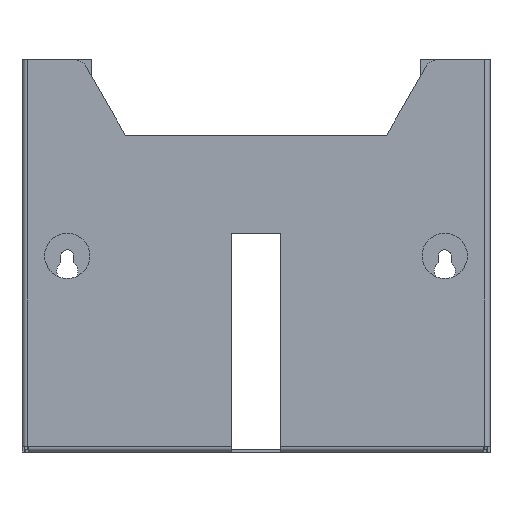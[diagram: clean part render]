
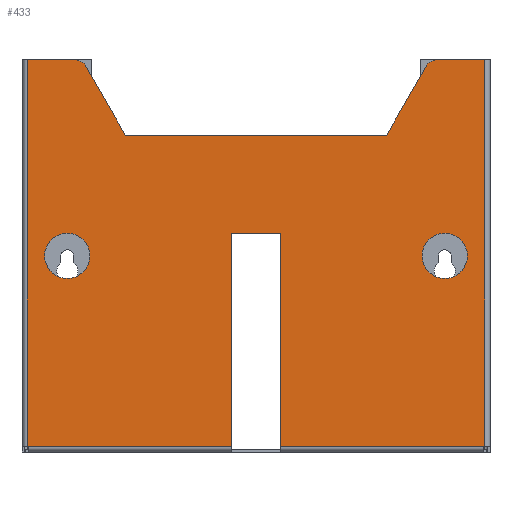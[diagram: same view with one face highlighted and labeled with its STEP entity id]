
A CAD part, top view. The second image highlights one B-rep face of the part: STEP entity #433.
In plain terms, the highlighted planar face has unit normal (0, 0, 1).
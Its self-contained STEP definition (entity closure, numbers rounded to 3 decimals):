
#433=ADVANCED_FACE('',(#1231,#1232,#1233),#1234,.T.);
#571=VERTEX_POINT('',#1429);
#579=VERTEX_POINT('',#1437);
#583=EDGE_CURVE('',#571,#579,#1441,.T.);
#587=VERTEX_POINT('',#1445);
#595=VERTEX_POINT('',#1453);
#599=EDGE_CURVE('',#587,#595,#1457,.T.);
#601=EDGE_CURVE('',#595,#587,#1459,.T.);
#605=EDGE_CURVE('',#579,#571,#1463,.T.);
#615=VERTEX_POINT('',#1473);
#619=VERTEX_POINT('',#1477);
#621=EDGE_CURVE('',#619,#615,#1479,.T.);
#627=VERTEX_POINT('',#1485);
#649=EDGE_CURVE('',#627,#619,#1507,.T.);
#661=VERTEX_POINT('',#1519);
#667=EDGE_CURVE('',#615,#661,#1525,.T.);
#715=VERTEX_POINT('',#1573);
#717=EDGE_CURVE('',#627,#715,#1575,.T.);
#721=VERTEX_POINT('',#1579);
#723=EDGE_CURVE('',#721,#661,#1581,.T.);
#725=VERTEX_POINT('',#1583);
#727=EDGE_CURVE('',#721,#725,#1585,.T.);
#729=VERTEX_POINT('',#1587);
#731=EDGE_CURVE('',#729,#725,#1589,.T.);
#733=VERTEX_POINT('',#1591);
#735=EDGE_CURVE('',#729,#733,#1593,.T.);
#737=VERTEX_POINT('',#1595);
#739=EDGE_CURVE('',#733,#737,#1597,.T.);
#741=VERTEX_POINT('',#1599);
#743=EDGE_CURVE('',#737,#741,#1601,.T.);
#745=VERTEX_POINT('',#1603);
#747=EDGE_CURVE('',#741,#745,#1605,.T.);
#749=VERTEX_POINT('',#1607);
#751=EDGE_CURVE('',#745,#749,#1609,.T.);
#753=VERTEX_POINT('',#1611);
#755=EDGE_CURVE('',#749,#753,#1613,.T.);
#757=VERTEX_POINT('',#1615);
#759=EDGE_CURVE('',#753,#757,#1617,.T.);
#761=VERTEX_POINT('',#1619);
#763=EDGE_CURVE('',#757,#761,#1621,.T.);
#765=VERTEX_POINT('',#1623);
#767=EDGE_CURVE('',#765,#761,#1625,.T.);
#769=VERTEX_POINT('',#1627);
#771=EDGE_CURVE('',#769,#765,#1629,.T.);
#773=EDGE_CURVE('',#769,#715,#1631,.T.);
#1231=FACE_OUTER_BOUND('',#2079,.T.);
#1232=FACE_BOUND('',#2080,.T.);
#1233=FACE_BOUND('',#2081,.T.);
#1234=PLANE('',#2082);
#1429=CARTESIAN_POINT('',(45.0,130.0,100.0));
#1437=CARTESIAN_POINT('',(15.0,130.0,100.0));
#1441=CIRCLE('',#2307,15.0);
#1445=CARTESIAN_POINT('',(295.0,130.0,100.0));
#1453=CARTESIAN_POINT('',(265.0,130.0,100.0));
#1457=CIRCLE('',#2329,15.0);
#1459=CIRCLE('',#2332,15.0);
#1463=CIRCLE('',#2338,15.0);
#1473=CARTESIAN_POINT('',(171.5,144.9,100.0));
#1477=CARTESIAN_POINT('',(138.5,144.9,100.0));
#1479=LINE('',#2360,#2361);
#1485=CARTESIAN_POINT('',(138.5,3.5,100.0));
#1507=LINE('',#2402,#2403);
#1519=CARTESIAN_POINT('',(171.5,3.5,100.0));
#1525=LINE('',#2429,#2430);
#1573=CARTESIAN_POINT('',(4.0,3.5,100.0));
#1575=LINE('',#2506,#2507);
#1579=CARTESIAN_POINT('',(306.0,3.5,100.0));
#1581=LINE('',#2515,#2516);
#1583=CARTESIAN_POINT('',(306.0,3.9,100.0));
#1585=LINE('',#2521,#2522);
#1587=CARTESIAN_POINT('',(306.5,3.9,100.));
#1589=LINE('',#2527,#2528);
#1591=CARTESIAN_POINT('',(306.5,260.0,100.));
#1593=LINE('',#2533,#2534);
#1595=CARTESIAN_POINT('',(274.986,260.0,100.0));
#1597=LINE('',#2539,#2540);
#1599=CARTESIAN_POINT('',(268.058,256.0,100.0));
#1601=CIRCLE('',#2545,8.);
#1603=CARTESIAN_POINT('',(241.5,210.0,100.0));
#1605=LINE('',#2550,#2551);
#1607=CARTESIAN_POINT('',(68.5,210.0,100.0));
#1609=LINE('',#2556,#2557);
#1611=CARTESIAN_POINT('',(41.942,256.0,100.0));
#1613=LINE('',#2562,#2563);
#1615=CARTESIAN_POINT('',(35.014,260.0,100.0));
#1617=CIRCLE('',#2568,8.);
#1619=CARTESIAN_POINT('',(3.5,260.0,100.0));
#1621=LINE('',#2573,#2574);
#1623=CARTESIAN_POINT('',(3.5,3.9,100.0));
#1625=LINE('',#2579,#2580);
#1627=CARTESIAN_POINT('',(4.0,3.9,100.0));
#1629=LINE('',#2585,#2586);
#1631=LINE('',#2589,#2590);
#2079=EDGE_LOOP('',(#3333,#3334,#3335,#3336,#3337,#3338,#3339,#3340,#3341,#3342,#3343,#3344,#3345,#3346,#3347,#3348,#3349,#3350));
#2080=EDGE_LOOP('',(#3351,#3352));
#2081=EDGE_LOOP('',(#3353,#3354));
#2082=AXIS2_PLACEMENT_3D('',#3355,#3356,#3357);
#2307=AXIS2_PLACEMENT_3D('',#3881,#3882,#3883);
#2329=AXIS2_PLACEMENT_3D('',#3889,#3890,#3891);
#2332=AXIS2_PLACEMENT_3D('',#3892,#3893,#3894);
#2338=AXIS2_PLACEMENT_3D('',#3898,#3899,#3900);
#2360=CARTESIAN_POINT('',(155.0,144.9,100.0));
#2361=VECTOR('',#3906,1.0);
#2402=CARTESIAN_POINT('',(138.5,38.175,100.0));
#2403=VECTOR('',#3918,1.0);
#2429=CARTESIAN_POINT('',(171.5,38.175,100.0));
#2430=VECTOR('',#3925,1.0);
#2506=CARTESIAN_POINT('',(306.0,3.5,100.0));
#2507=VECTOR('',#3941,1.0);
#2515=CARTESIAN_POINT('',(306.0,3.5,100.0));
#2516=VECTOR('',#3945,1.0);
#2521=CARTESIAN_POINT('',(306.0,3.5,100.0));
#2522=VECTOR('',#3946,1.0);
#2527=CARTESIAN_POINT('',(155.0,3.9,100.0));
#2528=VECTOR('',#3947,1.0);
#2533=CARTESIAN_POINT('',(306.5,3.9,100.));
#2534=VECTOR('',#3948,1.0);
#2539=CARTESIAN_POINT('',(155.0,260.0,100.0));
#2540=VECTOR('',#3949,1.0);
#2545=AXIS2_PLACEMENT_3D('',#3950,#3951,#3952);
#2550=CARTESIAN_POINT('',(186.066,113.985,100.0));
#2551=VECTOR('',#3953,1.0);
#2556=CARTESIAN_POINT('',(155.0,210.0,100.0));
#2557=VECTOR('',#3954,1.0);
#2562=CARTESIAN_POINT('',(110.655,136.985,100.0));
#2563=VECTOR('',#3955,1.0);
#2568=AXIS2_PLACEMENT_3D('',#3956,#3957,#3958);
#2573=CARTESIAN_POINT('',(155.0,260.0,100.0));
#2574=VECTOR('',#3959,1.0);
#2579=CARTESIAN_POINT('',(3.5,3.9,100.0));
#2580=VECTOR('',#3960,1.0);
#2585=CARTESIAN_POINT('',(155.0,3.9,100.0));
#2586=VECTOR('',#3961,1.0);
#2589=CARTESIAN_POINT('',(4.0,3.5,100.0));
#2590=VECTOR('',#3962,1.0);
#3333=ORIENTED_EDGE('',*,*,#649,.T.);
#3334=ORIENTED_EDGE('',*,*,#621,.T.);
#3335=ORIENTED_EDGE('',*,*,#667,.T.);
#3336=ORIENTED_EDGE('',*,*,#723,.F.);
#3337=ORIENTED_EDGE('',*,*,#727,.T.);
#3338=ORIENTED_EDGE('',*,*,#731,.F.);
#3339=ORIENTED_EDGE('',*,*,#735,.T.);
#3340=ORIENTED_EDGE('',*,*,#739,.T.);
#3341=ORIENTED_EDGE('',*,*,#743,.T.);
#3342=ORIENTED_EDGE('',*,*,#747,.T.);
#3343=ORIENTED_EDGE('',*,*,#751,.T.);
#3344=ORIENTED_EDGE('',*,*,#755,.T.);
#3345=ORIENTED_EDGE('',*,*,#759,.T.);
#3346=ORIENTED_EDGE('',*,*,#763,.T.);
#3347=ORIENTED_EDGE('',*,*,#767,.F.);
#3348=ORIENTED_EDGE('',*,*,#771,.F.);
#3349=ORIENTED_EDGE('',*,*,#773,.T.);
#3350=ORIENTED_EDGE('',*,*,#717,.F.);
#3351=ORIENTED_EDGE('',*,*,#599,.T.);
#3352=ORIENTED_EDGE('',*,*,#601,.T.);
#3353=ORIENTED_EDGE('',*,*,#583,.T.);
#3354=ORIENTED_EDGE('',*,*,#605,.T.);
#3355=CARTESIAN_POINT('',(155.0,3.9,100.0));
#3356=DIRECTION('',(0.0,0.0,1.0));
#3357=DIRECTION('',(0.0,-1.0,0.0));
#3881=CARTESIAN_POINT('',(30.0,130.0,100.0));
#3882=DIRECTION('',(0.0,0.0,-1.0));
#3883=DIRECTION('',(1.0,0.0,0.0));
#3889=CARTESIAN_POINT('',(280.0,130.0,100.0));
#3890=DIRECTION('',(0.0,0.0,-1.0));
#3891=DIRECTION('',(1.0,0.0,0.0));
#3892=CARTESIAN_POINT('',(280.0,130.0,100.0));
#3893=DIRECTION('',(0.0,0.0,-1.0));
#3894=DIRECTION('',(1.0,0.0,0.0));
#3898=CARTESIAN_POINT('',(30.0,130.0,100.0));
#3899=DIRECTION('',(0.0,0.0,-1.0));
#3900=DIRECTION('',(1.0,0.0,0.0));
#3906=DIRECTION('',(1.0,0.0,0.0));
#3918=DIRECTION('',(0.0,1.0,0.0));
#3925=DIRECTION('',(0.0,-1.0,0.0));
#3941=DIRECTION('',(-1.0,0.0,0.0));
#3945=DIRECTION('',(-1.0,0.0,0.0));
#3946=DIRECTION('',(0.0,1.0,0.0));
#3947=DIRECTION('',(-1.0,0.0,0.0));
#3948=DIRECTION('',(0.0,1.0,0.0));
#3949=DIRECTION('',(-1.0,0.0,0.0));
#3950=CARTESIAN_POINT('',(274.986,252.,100.0));
#3951=DIRECTION('',(0.0,0.0,1.0));
#3952=DIRECTION('',(-0.866,0.5,0.0));
#3953=DIRECTION('',(-0.5,-0.866,0.0));
#3954=DIRECTION('',(-1.0,-0.0,0.0));
#3955=DIRECTION('',(-0.5,0.866,0.0));
#3956=CARTESIAN_POINT('',(35.014,252.,100.0));
#3957=DIRECTION('',(0.0,-0.0,1.0));
#3958=DIRECTION('',(0.866,0.5,0.0));
#3959=DIRECTION('',(-1.0,0.0,0.0));
#3960=DIRECTION('',(0.0,1.0,0.0));
#3961=DIRECTION('',(-1.0,0.0,0.0));
#3962=DIRECTION('',(0.0,-1.0,0.0));
